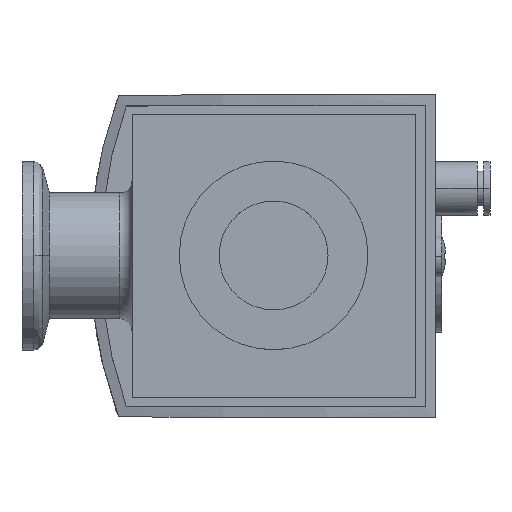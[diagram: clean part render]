
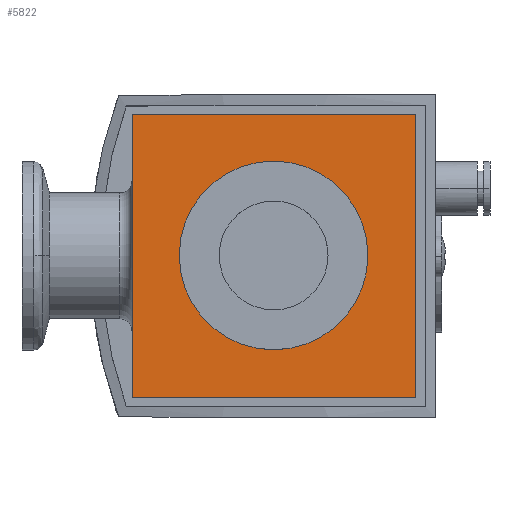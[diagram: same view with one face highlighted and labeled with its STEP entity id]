
A CAD part, top view. The second image highlights one B-rep face of the part: STEP entity #5822.
In plain terms, the highlighted planar face has unit normal (0, 0, 1).
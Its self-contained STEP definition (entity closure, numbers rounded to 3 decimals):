
#56 = EDGE_CURVE ( 'NONE', #2884, #1926, #2624, .T. ) ;
#57 = CARTESIAN_POINT ( 'NONE',  ( -22.5, -22.5, 17.5 ) ) ;
#173 = VECTOR ( 'NONE', #3145, 1000. ) ;
#223 = DIRECTION ( 'NONE',  ( 1., 0., 0. ) ) ;
#355 = EDGE_CURVE ( 'NONE', #2512, #757, #3911, .T. ) ;
#383 = CARTESIAN_POINT ( 'NONE',  ( 22.5, -22.5, 17.5 ) ) ;
#511 = DIRECTION ( 'NONE',  ( 0., 1., 0. ) ) ;
#537 = ORIENTED_EDGE ( 'NONE', *, *, #355, .F. ) ;
#546 = CARTESIAN_POINT ( 'NONE',  ( 22.5, 22.5, 17.5 ) ) ;
#612 = CARTESIAN_POINT ( 'NONE',  ( 22.5, -22.5, 17.5 ) ) ;
#721 = CARTESIAN_POINT ( 'NONE',  ( 0., 0., 17.5 ) ) ;
#747 = EDGE_CURVE ( 'NONE', #4437, #2512, #4902, .T. ) ;
#757 = VERTEX_POINT ( 'NONE', #2749 ) ;
#901 = ORIENTED_EDGE ( 'NONE', *, *, #56, .T. ) ;
#1087 = ORIENTED_EDGE ( 'NONE', *, *, #5920, .T. ) ;
#1193 = DIRECTION ( 'NONE',  ( -1., 0., 0. ) ) ;
#1202 = ORIENTED_EDGE ( 'NONE', *, *, #4328, .F. ) ;
#1340 = CARTESIAN_POINT ( 'NONE',  ( 0., 0., 17.5 ) ) ;
#1566 = ORIENTED_EDGE ( 'NONE', *, *, #5663, .F. ) ;
#1694 = AXIS2_PLACEMENT_3D ( 'NONE', #721, #3933, #1193 ) ;
#1802 = DIRECTION ( 'NONE',  ( -1., 0., 0. ) ) ;
#1884 = ORIENTED_EDGE ( 'NONE', *, *, #747, .F. ) ;
#1926 = VERTEX_POINT ( 'NONE', #2054 ) ;
#2021 = AXIS2_PLACEMENT_3D ( 'NONE', #5706, #2981, #223 ) ;
#2054 = CARTESIAN_POINT ( 'NONE',  ( -12., 0., 17.5 ) ) ;
#2512 = VERTEX_POINT ( 'NONE', #4228 ) ;
#2624 = CIRCLE ( 'NONE', #4673, 12. ) ;
#2685 = VECTOR ( 'NONE', #3322, 1000. ) ;
#2749 = CARTESIAN_POINT ( 'NONE',  ( -22.5, 22.5, 17.5 ) ) ;
#2873 = CARTESIAN_POINT ( 'NONE',  ( -22.5, 22.5, 17.5 ) ) ;
#2884 = VERTEX_POINT ( 'NONE', #5810 ) ;
#2940 = LINE ( 'NONE', #546, #4000 ) ;
#2981 = DIRECTION ( 'NONE',  ( 0., 0., 1. ) ) ;
#3145 = DIRECTION ( 'NONE',  ( -1., 0., 0. ) ) ;
#3322 = DIRECTION ( 'NONE',  ( 1., 0., 0. ) ) ;
#3752 = DIRECTION ( 'NONE',  ( 0., -1., 0. ) ) ;
#3781 = CARTESIAN_POINT ( 'NONE',  ( 22.5, 22.5, 17.5 ) ) ;
#3788 = EDGE_LOOP ( 'NONE', ( #1087, #901 ) ) ;
#3876 = PLANE ( 'NONE',  #2021 ) ;
#3891 = LINE ( 'NONE', #2873, #2685 ) ;
#3911 = LINE ( 'NONE', #57, #5127 ) ;
#3933 = DIRECTION ( 'NONE',  ( 0., 0., -1. ) ) ;
#4000 = VECTOR ( 'NONE', #3752, 1000. ) ;
#4007 = EDGE_LOOP ( 'NONE', ( #537, #1884, #1566, #1202 ) ) ;
#4072 = FACE_OUTER_BOUND ( 'NONE', #4007, .T. ) ;
#4228 = CARTESIAN_POINT ( 'NONE',  ( -22.5, -22.5, 17.5 ) ) ;
#4328 = EDGE_CURVE ( 'NONE', #757, #4340, #3891, .T. ) ;
#4340 = VERTEX_POINT ( 'NONE', #3781 ) ;
#4437 = VERTEX_POINT ( 'NONE', #612 ) ;
#4539 = DIRECTION ( 'NONE',  ( 0., 0., -1. ) ) ;
#4673 = AXIS2_PLACEMENT_3D ( 'NONE', #1340, #4539, #1802 ) ;
#4855 = CIRCLE ( 'NONE', #1694, 12. ) ;
#4902 = LINE ( 'NONE', #383, #173 ) ;
#5127 = VECTOR ( 'NONE', #511, 1000. ) ;
#5273 = FACE_BOUND ( 'NONE', #3788, .T. ) ;
#5663 = EDGE_CURVE ( 'NONE', #4340, #4437, #2940, .T. ) ;
#5706 = CARTESIAN_POINT ( 'NONE',  ( 0., 0., 17.5 ) ) ;
#5810 = CARTESIAN_POINT ( 'NONE',  ( 12., 0., 17.5 ) ) ;
#5822 = ADVANCED_FACE ( 'NONE', ( #5273, #4072 ), #3876, .T. ) ;
#5920 = EDGE_CURVE ( 'NONE', #1926, #2884, #4855, .T. ) ;
